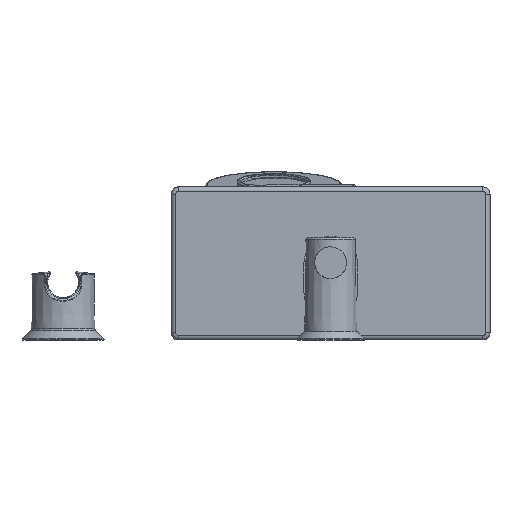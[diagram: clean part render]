
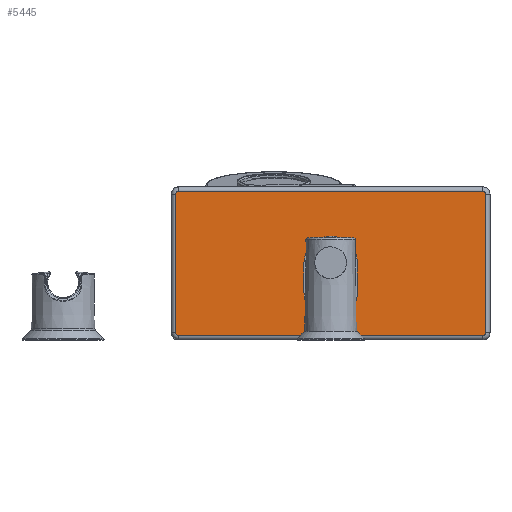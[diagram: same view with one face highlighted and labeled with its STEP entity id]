
A CAD part, front view. The second image highlights one B-rep face of the part: STEP entity #5445.
In plain terms, the highlighted planar face has unit normal (0, -1, 0).
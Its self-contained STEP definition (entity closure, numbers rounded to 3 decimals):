
#49 = CARTESIAN_POINT ( 'NONE',  ( 105., -177.378, 100.861 ) ) ;
#305 = VECTOR ( 'NONE', #15262, 1000. ) ;
#516 = VERTEX_POINT ( 'NONE', #6340 ) ;
#625 = DIRECTION ( 'NONE',  ( 0., 0., -1. ) ) ;
#691 = VERTEX_POINT ( 'NONE', #5933 ) ;
#727 = AXIS2_PLACEMENT_3D ( 'NONE', #5424, #5420, #5400 ) ;
#742 = CARTESIAN_POINT ( 'NONE',  ( 18.419, -177.378, 53.5 ) ) ;
#808 = EDGE_CURVE ( 'NONE', #3666, #2219, #6785, .T. ) ;
#887 = DIRECTION ( 'NONE',  ( -1., 0., 0. ) ) ;
#1021 = LINE ( 'NONE', #742, #1723 ) ;
#1390 = AXIS2_PLACEMENT_3D ( 'NONE', #13101, #4603, #14461 ) ;
#1430 = EDGE_CURVE ( 'NONE', #7891, #7161, #1021, .T. ) ;
#1486 = DIRECTION ( 'NONE',  ( 0., 0., -1. ) ) ;
#1723 = VECTOR ( 'NONE', #625, 1000. ) ;
#1815 = EDGE_CURVE ( 'NONE', #14671, #8779, #4889, .T. ) ;
#1841 = VERTEX_POINT ( 'NONE', #6064 ) ;
#1938 = DIRECTION ( 'NONE',  ( 0., 0., -1. ) ) ;
#2111 = DIRECTION ( 'NONE',  ( 0., -1., 0. ) ) ;
#2219 = VERTEX_POINT ( 'NONE', #10585 ) ;
#2434 = EDGE_CURVE ( 'NONE', #8779, #4936, #8677, .T. ) ;
#2870 = EDGE_CURVE ( 'NONE', #691, #6147, #10231, .T. ) ;
#2971 = DIRECTION ( 'NONE',  ( 0., 0., -1. ) ) ;
#3358 = CARTESIAN_POINT ( 'NONE',  ( -107., -177.378, 100.861 ) ) ;
#3666 = VERTEX_POINT ( 'NONE', #5912 ) ;
#3809 = DIRECTION ( 'NONE',  ( 0., 1., 0. ) ) ;
#3828 = EDGE_CURVE ( 'NONE', #4936, #4518, #16191, .T. ) ;
#3855 = DIRECTION ( 'NONE',  ( 1., 0., 0. ) ) ;
#3906 = ORIENTED_EDGE ( 'NONE', *, *, #11775, .T. ) ;
#3921 = ORIENTED_EDGE ( 'NONE', *, *, #808, .T. ) ;
#4049 = ORIENTED_EDGE ( 'NONE', *, *, #5727, .T. ) ;
#4064 = ORIENTED_EDGE ( 'NONE', *, *, #7462, .T. ) ;
#4086 = ORIENTED_EDGE ( 'NONE', *, *, #1430, .T. ) ;
#4127 = ORIENTED_EDGE ( 'NONE', *, *, #14253, .T. ) ;
#4163 = ORIENTED_EDGE ( 'NONE', *, *, #2870, .T. ) ;
#4257 = ORIENTED_EDGE ( 'NONE', *, *, #5416, .T. ) ;
#4275 = ORIENTED_EDGE ( 'NONE', *, *, #7884, .T. ) ;
#4359 = ORIENTED_EDGE ( 'NONE', *, *, #10405, .T. ) ;
#4490 = ORIENTED_EDGE ( 'NONE', *, *, #12913, .T. ) ;
#4518 = VERTEX_POINT ( 'NONE', #16690 ) ;
#4521 = ORIENTED_EDGE ( 'NONE', *, *, #16141, .T. ) ;
#4558 = ORIENTED_EDGE ( 'NONE', *, *, #1815, .T. ) ;
#4603 = DIRECTION ( 'NONE',  ( 0., -1., 0. ) ) ;
#4699 = ORIENTED_EDGE ( 'NONE', *, *, #2434, .T. ) ;
#4722 = ORIENTED_EDGE ( 'NONE', *, *, #3828, .T. ) ;
#4747 = DIRECTION ( 'NONE',  ( 0., 0., -1. ) ) ;
#4779 = ORIENTED_EDGE ( 'NONE', *, *, #5414, .T. ) ;
#4816 = DIRECTION ( 'NONE',  ( 0., -1., 0. ) ) ;
#4846 = CARTESIAN_POINT ( 'NONE',  ( 13.381, -177.378, 105.861 ) ) ;
#4889 = CIRCLE ( 'NONE', #15530, 2. ) ;
#4936 = VERTEX_POINT ( 'NONE', #10439 ) ;
#5041 = CIRCLE ( 'NONE', #15904, 2. ) ;
#5371 = DIRECTION ( 'NONE',  ( 0., -1., 0. ) ) ;
#5400 = DIRECTION ( 'NONE',  ( 0., 0., -1. ) ) ;
#5414 = EDGE_CURVE ( 'NONE', #4518, #13568, #15401, .T. ) ;
#5416 = EDGE_CURVE ( 'NONE', #6147, #16993, #16434, .T. ) ;
#5420 = DIRECTION ( 'NONE',  ( 0., 1., 0. ) ) ;
#5424 = CARTESIAN_POINT ( 'NONE',  ( 0., -177.378, 32.901 ) ) ;
#5445 = ADVANCED_FACE ( 'NONE', ( #15590 ), #13818, .T. ) ;
#5727 = EDGE_CURVE ( 'NONE', #2219, #516, #14967, .T. ) ;
#5912 = CARTESIAN_POINT ( 'NONE',  ( -13.769, -177.378, 20.667 ) ) ;
#5933 = CARTESIAN_POINT ( 'NONE',  ( 13.381, -177.378, 20.244 ) ) ;
#6015 = CARTESIAN_POINT ( 'NONE',  ( -105., -177.378, 100.861 ) ) ;
#6064 = CARTESIAN_POINT ( 'NONE',  ( 107., -177.378, 5.173 ) ) ;
#6147 = VERTEX_POINT ( 'NONE', #10681 ) ;
#6340 = CARTESIAN_POINT ( 'NONE',  ( -18.419, -177.378, 53.5 ) ) ;
#6785 = CIRCLE ( 'NONE', #727, 18.419 ) ;
#7161 = VERTEX_POINT ( 'NONE', #8329 ) ;
#7334 = CARTESIAN_POINT ( 'NONE',  ( -18.419, -177.378, 53.5 ) ) ;
#7462 = EDGE_CURVE ( 'NONE', #516, #7891, #17053, .T. ) ;
#7612 = DIRECTION ( 'NONE',  ( 0., 1., 0. ) ) ;
#7884 = EDGE_CURVE ( 'NONE', #16993, #1841, #14117, .T. ) ;
#7891 = VERTEX_POINT ( 'NONE', #17547 ) ;
#7947 = CARTESIAN_POINT ( 'NONE',  ( 107., -177.378, 100.861 ) ) ;
#8154 = CARTESIAN_POINT ( 'NONE',  ( -110., -177.378, 105.861 ) ) ;
#8329 = CARTESIAN_POINT ( 'NONE',  ( 18.419, -177.378, 32.901 ) ) ;
#8414 = VECTOR ( 'NONE', #2971, 1000. ) ;
#8677 = LINE ( 'NONE', #11531, #8414 ) ;
#8779 = VERTEX_POINT ( 'NONE', #3358 ) ;
#9316 = AXIS2_PLACEMENT_3D ( 'NONE', #8154, #5371, #15167 ) ;
#9414 = AXIS2_PLACEMENT_3D ( 'NONE', #15934, #7612, #17303 ) ;
#9590 = CARTESIAN_POINT ( 'NONE',  ( 105., -177.378, 102.861 ) ) ;
#9596 = CARTESIAN_POINT ( 'NONE',  ( -110., -177.378, 3.173 ) ) ;
#9701 = AXIS2_PLACEMENT_3D ( 'NONE', #12358, #3809, #13715 ) ;
#9926 = CARTESIAN_POINT ( 'NONE',  ( -105., -177.378, 102.861 ) ) ;
#9995 = VECTOR ( 'NONE', #16764, 1000. ) ;
#10053 = DIRECTION ( 'NONE',  ( 0., -1., 0. ) ) ;
#10231 = LINE ( 'NONE', #4846, #10915 ) ;
#10393 = AXIS2_PLACEMENT_3D ( 'NONE', #10669, #2111, #12102 ) ;
#10405 = EDGE_CURVE ( 'NONE', #1841, #17151, #12679, .T. ) ;
#10439 = CARTESIAN_POINT ( 'NONE',  ( -107., -177.378, 5.173 ) ) ;
#10585 = CARTESIAN_POINT ( 'NONE',  ( -18.419, -177.378, 32.901 ) ) ;
#10669 = CARTESIAN_POINT ( 'NONE',  ( -105., -177.378, 5.173 ) ) ;
#10670 = VECTOR ( 'NONE', #887, 1000. ) ;
#10681 = CARTESIAN_POINT ( 'NONE',  ( 13.381, -177.378, 3.173 ) ) ;
#10825 = CARTESIAN_POINT ( 'NONE',  ( -13.769, -177.378, 3.173 ) ) ;
#10915 = VECTOR ( 'NONE', #1938, 1000. ) ;
#11032 = DIRECTION ( 'NONE',  ( 1., 0., 0. ) ) ;
#11122 = LINE ( 'NONE', #17686, #10670 ) ;
#11531 = CARTESIAN_POINT ( 'NONE',  ( -107., -177.378, 5.173 ) ) ;
#11775 = EDGE_CURVE ( 'NONE', #13568, #3666, #17030, .T. ) ;
#12102 = DIRECTION ( 'NONE',  ( 0., 0., -1. ) ) ;
#12358 = CARTESIAN_POINT ( 'NONE',  ( 0., -177.378, 32.901 ) ) ;
#12633 = CARTESIAN_POINT ( 'NONE',  ( -13.769, -177.378, 105.861 ) ) ;
#12679 = LINE ( 'NONE', #15415, #9995 ) ;
#12822 = CARTESIAN_POINT ( 'NONE',  ( 105., -177.378, 3.173 ) ) ;
#12913 = EDGE_CURVE ( 'NONE', #17151, #17196, #5041, .T. ) ;
#13101 = CARTESIAN_POINT ( 'NONE',  ( 105., -177.378, 5.173 ) ) ;
#13429 = CIRCLE ( 'NONE', #9701, 18.419 ) ;
#13568 = VERTEX_POINT ( 'NONE', #10825 ) ;
#13715 = DIRECTION ( 'NONE',  ( 0., 0., -1. ) ) ;
#13716 = VECTOR ( 'NONE', #17035, 1000. ) ;
#13818 = PLANE ( 'NONE',  #9316 ) ;
#14117 = CIRCLE ( 'NONE', #1390, 2. ) ;
#14253 = EDGE_CURVE ( 'NONE', #7161, #691, #13429, .T. ) ;
#14461 = DIRECTION ( 'NONE',  ( 0., 0., -1. ) ) ;
#14671 = VERTEX_POINT ( 'NONE', #9926 ) ;
#14967 = LINE ( 'NONE', #7334, #13716 ) ;
#15101 = EDGE_LOOP ( 'NONE', ( #3906, #3921, #4049, #4064, #4086, #4127, #4163, #4257, #4275, #4359, #4490, #4521, #4558, #4699, #4722, #4779 ) ) ;
#15167 = DIRECTION ( 'NONE',  ( 0., 0., -1. ) ) ;
#15262 = DIRECTION ( 'NONE',  ( 0., 0., 1. ) ) ;
#15401 = LINE ( 'NONE', #16448, #15580 ) ;
#15415 = CARTESIAN_POINT ( 'NONE',  ( 107., -177.378, 105.861 ) ) ;
#15530 = AXIS2_PLACEMENT_3D ( 'NONE', #6015, #4816, #4747 ) ;
#15580 = VECTOR ( 'NONE', #3855, 1000. ) ;
#15590 = FACE_OUTER_BOUND ( 'NONE', #15101, .T. ) ;
#15596 = VECTOR ( 'NONE', #11032, 1000. ) ;
#15904 = AXIS2_PLACEMENT_3D ( 'NONE', #49, #10053, #1486 ) ;
#15934 = CARTESIAN_POINT ( 'NONE',  ( 0., -177.378, 53.5 ) ) ;
#16141 = EDGE_CURVE ( 'NONE', #17196, #14671, #11122, .T. ) ;
#16191 = CIRCLE ( 'NONE', #10393, 2. ) ;
#16434 = LINE ( 'NONE', #9596, #15596 ) ;
#16448 = CARTESIAN_POINT ( 'NONE',  ( -110., -177.378, 3.173 ) ) ;
#16690 = CARTESIAN_POINT ( 'NONE',  ( -105., -177.378, 3.173 ) ) ;
#16764 = DIRECTION ( 'NONE',  ( 0., 0., 1. ) ) ;
#16993 = VERTEX_POINT ( 'NONE', #12822 ) ;
#17030 = LINE ( 'NONE', #12633, #305 ) ;
#17035 = DIRECTION ( 'NONE',  ( 0., 0., 1. ) ) ;
#17053 = CIRCLE ( 'NONE', #9414, 18.419 ) ;
#17151 = VERTEX_POINT ( 'NONE', #7947 ) ;
#17196 = VERTEX_POINT ( 'NONE', #9590 ) ;
#17303 = DIRECTION ( 'NONE',  ( 0., 0., -1. ) ) ;
#17547 = CARTESIAN_POINT ( 'NONE',  ( 18.419, -177.378, 53.5 ) ) ;
#17686 = CARTESIAN_POINT ( 'NONE',  ( -110., -177.378, 102.861 ) ) ;
